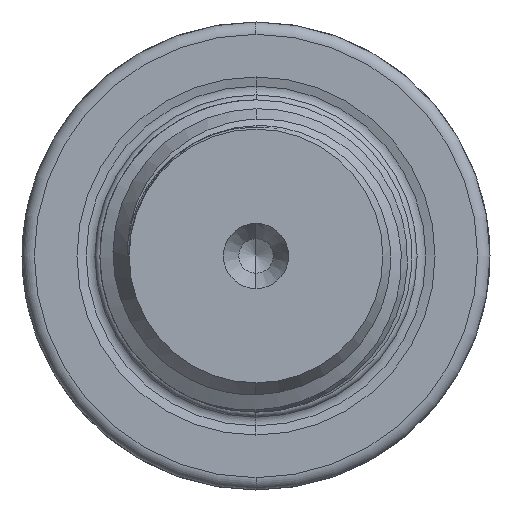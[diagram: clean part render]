
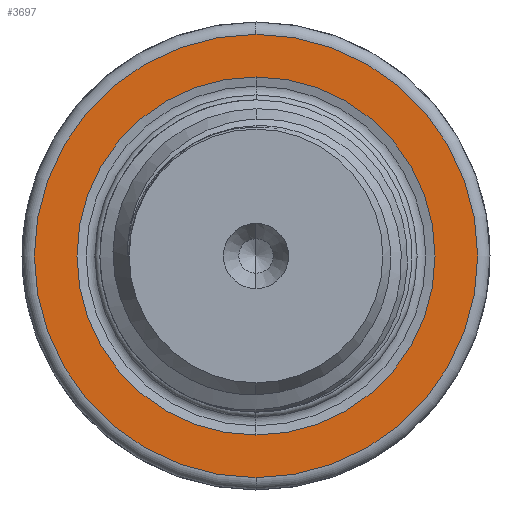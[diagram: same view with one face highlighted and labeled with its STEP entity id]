
A CAD part, left-side view. The second image highlights one B-rep face of the part: STEP entity #3697.
In plain terms, the highlighted planar face has unit normal (-1, 0, 0).
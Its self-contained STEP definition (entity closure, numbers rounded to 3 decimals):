
#178 = CARTESIAN_POINT ( 'NONE',  ( 40., 0., -14.538 ) ) ;
#331 = CARTESIAN_POINT ( 'NONE',  ( 40., 0., 14.538 ) ) ;
#332 = PLANE ( 'NONE',  #1205 ) ;
#916 = DIRECTION ( 'NONE',  ( 0., 0., -1. ) ) ;
#948 = EDGE_LOOP ( 'NONE', ( #6938, #4563 ) ) ;
#1205 = AXIS2_PLACEMENT_3D ( 'NONE', #6984, #3700, #3146 ) ;
#1221 = AXIS2_PLACEMENT_3D ( 'NONE', #4997, #2892, #1752 ) ;
#1355 = EDGE_LOOP ( 'NONE', ( #2721, #4008 ) ) ;
#1380 = AXIS2_PLACEMENT_3D ( 'NONE', #5386, #3214, #916 ) ;
#1752 = DIRECTION ( 'NONE',  ( 0., 0., -1. ) ) ;
#1786 = VERTEX_POINT ( 'NONE', #6059 ) ;
#2486 = VERTEX_POINT ( 'NONE', #4453 ) ;
#2681 = DIRECTION ( 'NONE',  ( 0., 0., 1. ) ) ;
#2715 = CARTESIAN_POINT ( 'NONE',  ( 40., 0., 0. ) ) ;
#2721 = ORIENTED_EDGE ( 'NONE', *, *, #5586, .T. ) ;
#2892 = DIRECTION ( 'NONE',  ( -1., 0., 0. ) ) ;
#2903 = EDGE_CURVE ( 'NONE', #6326, #6061, #5736, .T. ) ;
#3146 = DIRECTION ( 'NONE',  ( 0., 0., -1. ) ) ;
#3189 = AXIS2_PLACEMENT_3D ( 'NONE', #6092, #6707, #3966 ) ;
#3214 = DIRECTION ( 'NONE',  ( -1., 0., 0. ) ) ;
#3629 = FACE_OUTER_BOUND ( 'NONE', #1355, .T. ) ;
#3697 = ADVANCED_FACE ( 'NONE', ( #3629, #5320 ), #332, .F. ) ;
#3700 = DIRECTION ( 'NONE',  ( 1., 0., 0. ) ) ;
#3966 = DIRECTION ( 'NONE',  ( 0., 0., 1. ) ) ;
#4008 = ORIENTED_EDGE ( 'NONE', *, *, #4271, .T. ) ;
#4271 = EDGE_CURVE ( 'NONE', #2486, #1786, #6124, .T. ) ;
#4365 = EDGE_CURVE ( 'NONE', #6061, #6326, #5791, .T. ) ;
#4453 = CARTESIAN_POINT ( 'NONE',  ( 40., 0., 18. ) ) ;
#4522 = AXIS2_PLACEMENT_3D ( 'NONE', #2715, #5425, #2681 ) ;
#4563 = ORIENTED_EDGE ( 'NONE', *, *, #4365, .F. ) ;
#4997 = CARTESIAN_POINT ( 'NONE',  ( 40., 0., 0. ) ) ;
#5320 = FACE_BOUND ( 'NONE', #948, .T. ) ;
#5386 = CARTESIAN_POINT ( 'NONE',  ( 40., 0., 0. ) ) ;
#5425 = DIRECTION ( 'NONE',  ( -1., 0., 0. ) ) ;
#5586 = EDGE_CURVE ( 'NONE', #1786, #2486, #5637, .T. ) ;
#5637 = CIRCLE ( 'NONE', #1221, 18. ) ;
#5736 = CIRCLE ( 'NONE', #3189, 14.538 ) ;
#5791 = CIRCLE ( 'NONE', #4522, 14.538 ) ;
#6059 = CARTESIAN_POINT ( 'NONE',  ( 40., 0., -18. ) ) ;
#6061 = VERTEX_POINT ( 'NONE', #178 ) ;
#6092 = CARTESIAN_POINT ( 'NONE',  ( 40., 0., 0. ) ) ;
#6124 = CIRCLE ( 'NONE', #1380, 18. ) ;
#6326 = VERTEX_POINT ( 'NONE', #331 ) ;
#6707 = DIRECTION ( 'NONE',  ( -1., 0., 0. ) ) ;
#6938 = ORIENTED_EDGE ( 'NONE', *, *, #2903, .F. ) ;
#6984 = CARTESIAN_POINT ( 'NONE',  ( 40., 19., 0. ) ) ;
